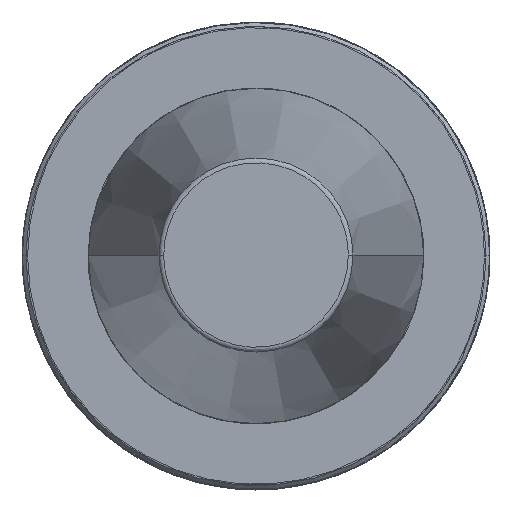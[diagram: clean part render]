
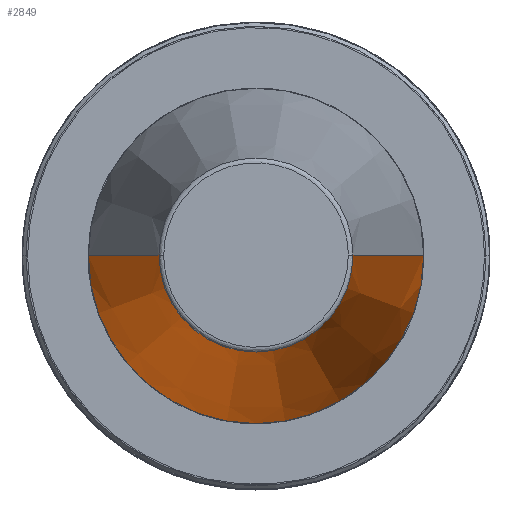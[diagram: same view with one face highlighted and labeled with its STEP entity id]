
A CAD part, top view. The second image highlights one B-rep face of the part: STEP entity #2849.
In plain terms, the highlighted conical face has half-angle 8.297 degrees and reference radius 34.925 mm.
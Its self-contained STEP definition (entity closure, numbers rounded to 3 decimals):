
#253 = CARTESIAN_POINT ( 'NONE',  ( 0., 0., 100.894 ) ) ;
#266 = CARTESIAN_POINT ( 'NONE',  ( 34.925, 0., 0. ) ) ;
#295 = EDGE_CURVE ( 'NONE', #3270, #977, #3473, .T. ) ;
#592 = DIRECTION ( 'NONE',  ( 0., 0., -1. ) ) ;
#612 = DIRECTION ( 'NONE',  ( -1., 0., 0. ) ) ;
#645 = VECTOR ( 'NONE', #4190, 1000. ) ;
#728 = VERTEX_POINT ( 'NONE', #3874 ) ;
#844 = ORIENTED_EDGE ( 'NONE', *, *, #874, .T. ) ;
#874 = EDGE_CURVE ( 'NONE', #3322, #728, #1582, .T. ) ;
#900 = CARTESIAN_POINT ( 'NONE',  ( 20.211, 0., 100.894 ) ) ;
#977 = VERTEX_POINT ( 'NONE', #1161 ) ;
#1022 = CIRCLE ( 'NONE', #3966, 20.211 ) ;
#1161 = CARTESIAN_POINT ( 'NONE',  ( 34.925, 0., 0. ) ) ;
#1200 = DIRECTION ( 'NONE',  ( -1., 0., 0. ) ) ;
#1212 = DIRECTION ( 'NONE',  ( 0., 0., -1. ) ) ;
#1230 = CARTESIAN_POINT ( 'NONE',  ( 0., 0., 0. ) ) ;
#1388 = CIRCLE ( 'NONE', #3887, 34.925 ) ;
#1395 = DIRECTION ( 'NONE',  ( 0.144, 0., -0.99 ) ) ;
#1582 = LINE ( 'NONE', #4068, #645 ) ;
#1636 = CONICAL_SURFACE ( 'NONE', #2499, 34.925, 0.145 ) ;
#1954 = ORIENTED_EDGE ( 'NONE', *, *, #3817, .T. ) ;
#2499 = AXIS2_PLACEMENT_3D ( 'NONE', #1230, #1212, #1200 ) ;
#2578 = CARTESIAN_POINT ( 'NONE',  ( 0., 0., 0. ) ) ;
#2591 = DIRECTION ( 'NONE',  ( 0., 0., -1. ) ) ;
#2647 = VECTOR ( 'NONE', #1395, 1000. ) ;
#2849 = ADVANCED_FACE ( 'NONE', ( #4066 ), #1636, .T. ) ;
#2879 = DIRECTION ( 'NONE',  ( 1., 0., 0. ) ) ;
#3166 = CARTESIAN_POINT ( 'NONE',  ( -20.211, 0., 100.894 ) ) ;
#3200 = ORIENTED_EDGE ( 'NONE', *, *, #4144, .F. ) ;
#3270 = VERTEX_POINT ( 'NONE', #900 ) ;
#3322 = VERTEX_POINT ( 'NONE', #3166 ) ;
#3473 = LINE ( 'NONE', #266, #2647 ) ;
#3585 = ORIENTED_EDGE ( 'NONE', *, *, #295, .F. ) ;
#3817 = EDGE_CURVE ( 'NONE', #3270, #3322, #1022, .T. ) ;
#3874 = CARTESIAN_POINT ( 'NONE',  ( -34.925, 0., 0. ) ) ;
#3887 = AXIS2_PLACEMENT_3D ( 'NONE', #2578, #592, #2879 ) ;
#3906 = EDGE_LOOP ( 'NONE', ( #3585, #1954, #844, #3200 ) ) ;
#3966 = AXIS2_PLACEMENT_3D ( 'NONE', #253, #2591, #612 ) ;
#4066 = FACE_OUTER_BOUND ( 'NONE', #3906, .T. ) ;
#4068 = CARTESIAN_POINT ( 'NONE',  ( -34.925, 0., 0. ) ) ;
#4144 = EDGE_CURVE ( 'NONE', #977, #728, #1388, .T. ) ;
#4190 = DIRECTION ( 'NONE',  ( -0.144, 0., -0.99 ) ) ;
